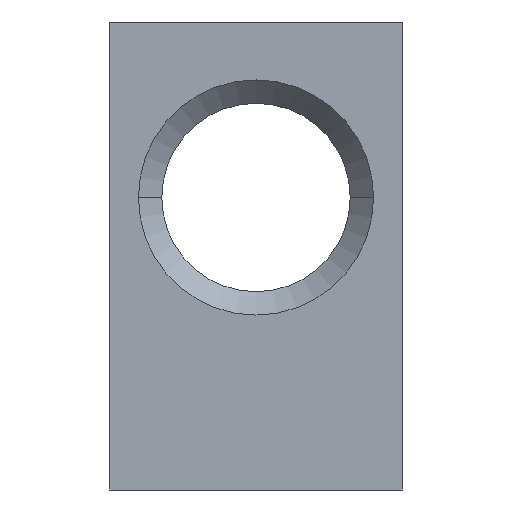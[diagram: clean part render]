
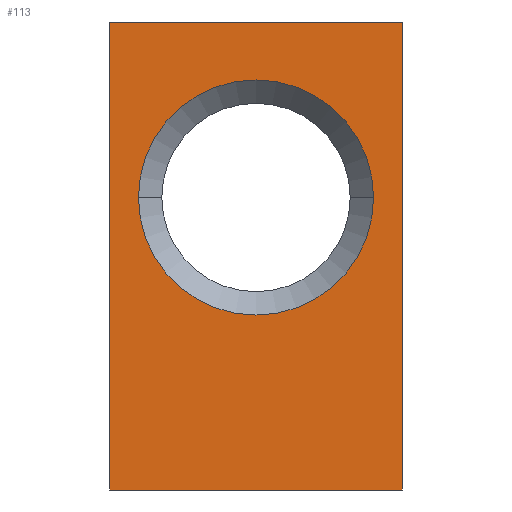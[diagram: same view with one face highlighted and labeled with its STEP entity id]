
A CAD part, left-side view. The second image highlights one B-rep face of the part: STEP entity #113.
In plain terms, the highlighted planar face has unit normal (-1, 0, 0).
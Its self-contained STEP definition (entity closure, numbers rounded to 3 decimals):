
#113=ADVANCED_FACE('',(#224,#225),#226,.T.);
#224=FACE_BOUND('',#331,.T.);
#225=FACE_OUTER_BOUND('',#332,.T.);
#226=PLANE('',#333);
#331=EDGE_LOOP('',(#582,#583));
#332=EDGE_LOOP('',(#584,#585,#586,#587));
#333=AXIS2_PLACEMENT_3D('',#588,#589,#590);
#582=ORIENTED_EDGE('',*,*,#644,.F.);
#583=ORIENTED_EDGE('',*,*,#727,.F.);
#584=ORIENTED_EDGE('',*,*,#649,.F.);
#585=ORIENTED_EDGE('',*,*,#662,.T.);
#586=ORIENTED_EDGE('',*,*,#715,.F.);
#587=ORIENTED_EDGE('',*,*,#723,.F.);
#588=CARTESIAN_POINT('',(-38.448,158.704,12.0));
#589=DIRECTION('',(-1.0,0.0,0.0));
#590=DIRECTION('',(0.0,0.0,1.0));
#644=EDGE_CURVE('',#764,#760,#766,.T.);
#649=EDGE_CURVE('',#772,#774,#775,.T.);
#662=EDGE_CURVE('',#772,#793,#795,.T.);
#715=EDGE_CURVE('',#864,#793,#865,.T.);
#723=EDGE_CURVE('',#774,#864,#874,.T.);
#727=EDGE_CURVE('',#760,#764,#878,.T.);
#760=VERTEX_POINT('',#921);
#764=VERTEX_POINT('',#926);
#766=CIRCLE('',#929,10.05);
#772=VERTEX_POINT('',#937);
#774=VERTEX_POINT('',#940);
#775=LINE('',#941,#942);
#793=VERTEX_POINT('',#965);
#795=LINE('',#968,#969);
#864=VERTEX_POINT('',#1059);
#865=LINE('',#1060,#1061);
#874=LINE('',#1074,#1075);
#878=CIRCLE('',#1079,10.05);
#921=CARTESIAN_POINT('',(-38.448,181.254,25.0));
#926=CARTESIAN_POINT('',(-38.448,161.154,25.0));
#929=AXIS2_PLACEMENT_3D('',#1105,#1106,#1107);
#937=CARTESIAN_POINT('',(-38.448,158.704,40.0));
#940=CARTESIAN_POINT('',(-38.448,158.704,0.0));
#941=CARTESIAN_POINT('',(-38.448,158.704,40.0));
#942=VECTOR('',#1111,1.0);
#965=CARTESIAN_POINT('',(-38.448,183.704,40.0));
#968=CARTESIAN_POINT('',(-38.448,158.704,40.0));
#969=VECTOR('',#1127,1.0);
#1059=CARTESIAN_POINT('',(-38.448,183.704,0.0));
#1060=CARTESIAN_POINT('',(-38.448,183.704,0.0));
#1061=VECTOR('',#1191,1.0);
#1074=CARTESIAN_POINT('',(-38.448,158.704,0.0));
#1075=VECTOR('',#1199,1.0);
#1079=AXIS2_PLACEMENT_3D('',#1203,#1204,#1205);
#1105=CARTESIAN_POINT('',(-38.448,171.204,25.0));
#1106=DIRECTION('',(-1.0,0.0,0.0));
#1107=DIRECTION('',(0.0,1.0,0.0));
#1111=DIRECTION('',(0.0,0.0,-1.0));
#1127=DIRECTION('',(0.0,1.0,0.0));
#1191=DIRECTION('',(0.0,0.0,1.0));
#1199=DIRECTION('',(0.0,1.0,0.0));
#1203=CARTESIAN_POINT('',(-38.448,171.204,25.0));
#1204=DIRECTION('',(-1.0,0.0,0.0));
#1205=DIRECTION('',(0.0,1.0,0.0));
